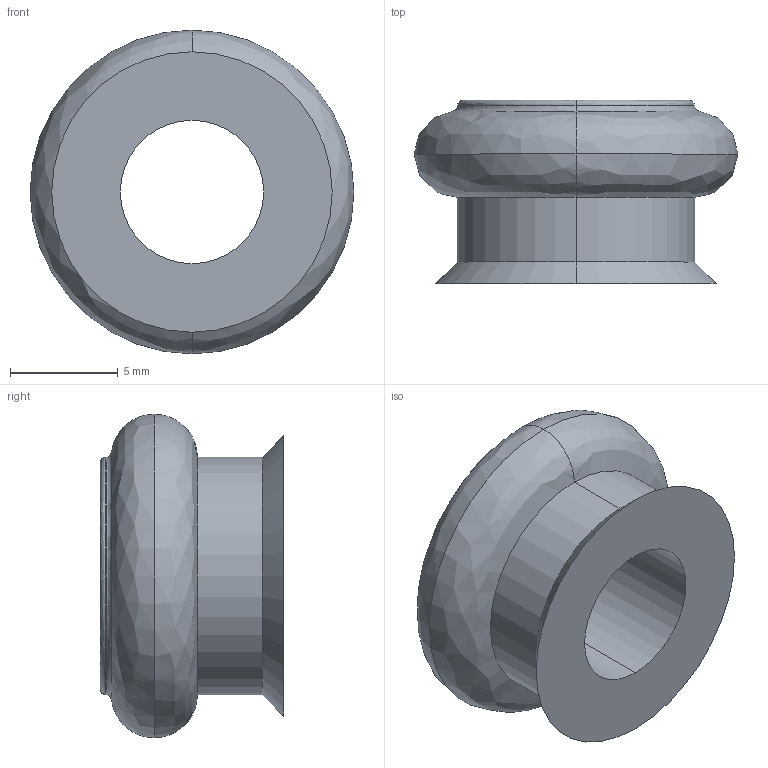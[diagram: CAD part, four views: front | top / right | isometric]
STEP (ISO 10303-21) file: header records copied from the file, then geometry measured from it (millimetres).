
FILE_DESCRIPTION (( 'STEP AP203' ), '1' );
FILE_NAME ('084.312.006.STEP', '2018-03-12T11:01:21', ( '' ), ( '' ), 'SwSTEP 2.0', 'SolidWorks 2016', '' );
FILE_SCHEMA (( 'CONFIG_CONTROL_DESIGN' ));
Length unit declared in the file: millimetre
Products named in the file (1): 084.312.006
Bounding box: 15 x 8.5 x 15 mm (x, y, z)
Volume: 781.7 mm3; surface area: 770.6 mm2
Topology: 1 solids, 1 shells, 18 faces, 36 edges, 20 vertices
Faces by surface type: bspline 8, cylinder 6, cone 2, plane 2
Entity records: 639 total; most frequent: CARTESIAN_POINT 201, DIRECTION 82, ORIENTED_EDGE 72, AXIS2_PLACEMENT_3D 37, EDGE_CURVE 36, CIRCLE 26, VERTEX_POINT 20, EDGE_LOOP 20
